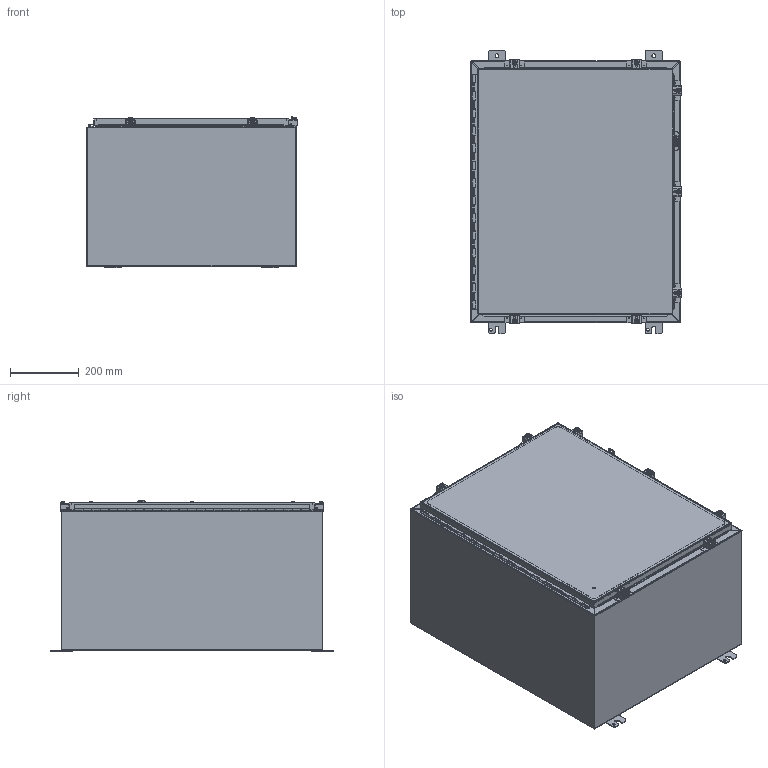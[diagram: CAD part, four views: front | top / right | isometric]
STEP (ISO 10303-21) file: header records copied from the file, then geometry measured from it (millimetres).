
FILE_DESCRIPTION(/* description */ ('30X24X12 SSN4_A LRS'),/* implementation_level */ '2;1');
FILE_NAME(/* name */ 'SSN4302416A.stp',/* time_stamp */ '2016-11-07T21:58:18+05:00',/* author */ ('vdas'),/* organization */ (''),/* preprocessor_version */ 'ST-DEVELOPER v16.1',/* originating_system */ 'Autodesk Inventor 2016',/* authorisation */ '');
FILE_SCHEMA (('AUTOMOTIVE_DESIGN { 1 0 10303 214 3 1 1 }'));
Length unit declared in the file: inch
Products named in the file (20): SSN4302416ALRS; 34839; 38415; SSN4302416ABTB; 38846; 3298; 28x22; SSN43024ALID; 32874-30T; 32874-30L; 32874-30P; 32874-30; 38859; HFW30828 & HFW30829 CLAMP; HFW30828 & HFW30829 SCREW; HFW30828 & HFW30829 WASHER; 30818; HFW30828 & HFW30829 SPRING; HFW30828; SSN4302416A
Assembly tree (38 placements, depth 3):
  SSN4302416A
    SSN4302416ALRS  x2
    34839  x4
    38415
    SSN4302416ABTB
    38846
    3298
    28x22
    SSN43024ALID
    32874-30
      32874-30T
      32874-30L
      32874-30P
    38859  x4
    HFW30828  x7
      HFW30828 & HFW30829 CLAMP
      HFW30828 & HFW30829 SCREW
      HFW30828 & HFW30829 WASHER
      HFW30828 & HFW30829 SPRING
    30818  x7
Bounding box: 613.04 x 825.5 x 440.82 mm (x, y, z)
Volume: 4430762.3 mm3; surface area: 4633509.6 mm2
Topology: 47 solids, 159 shells, 1606 faces, 4238 edges, 2895 vertices
Faces by surface type: plane 840, cylinder 447, bspline 202, cone 76, torus 41
Full cylindrical faces by diameter (mm): 2.794 x28, 3.048 x1, 3.967 x1, 5.359 x7, 6.35 x1, 7.163 x7, 7.95 x4, 8.382 x8, 8.56 x1, 8.89 x7, 11.125 x4, 12.7 x1, 13.208 x7, 15.875 x11
Entity records: 27405 total; most frequent: CARTESIAN_POINT 9128, ORIENTED_EDGE 3580, DIRECTION 3553, EDGE_CURVE 1820, LINE 1247, VECTOR 1247, VERTEX_POINT 1208, AXIS2_PLACEMENT_3D 1153
